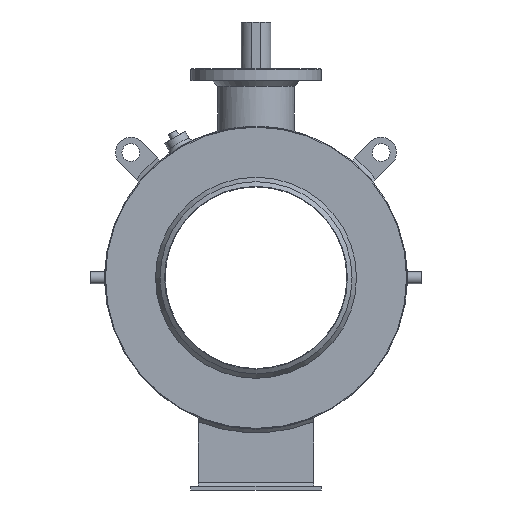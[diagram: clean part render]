
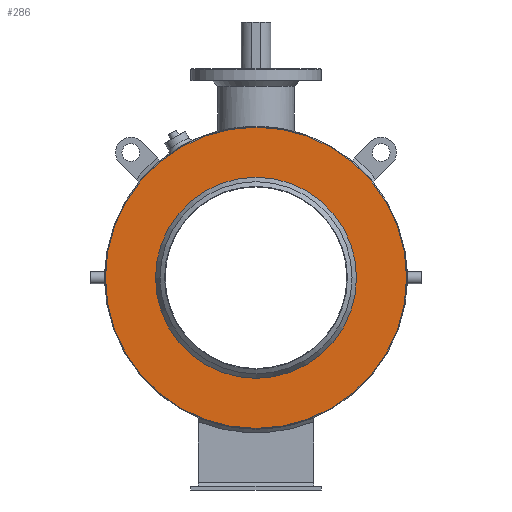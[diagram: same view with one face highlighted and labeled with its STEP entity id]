
A CAD part, left-side view. The second image highlights one B-rep face of the part: STEP entity #286.
In plain terms, the highlighted planar face has unit normal (-1, 0, 0).
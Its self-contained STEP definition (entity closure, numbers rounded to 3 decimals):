
#286 = ADVANCED_FACE( '', ( #649, #650 ), #651, .F. );
#649 = FACE_OUTER_BOUND( '', #2174, .T. );
#650 = FACE_BOUND( '', #2175, .T. );
#651 = PLANE( '', #2176 );
#2174 = EDGE_LOOP( '', ( #2919 ) );
#2175 = EDGE_LOOP( '', ( #2920 ) );
#2176 = AXIS2_PLACEMENT_3D( '', #2921, #2922, #2923 );
#2919 = ORIENTED_EDGE( '', *, *, #3497, .T. );
#2920 = ORIENTED_EDGE( '', *, *, #3547, .F. );
#2921 = CARTESIAN_POINT( '', ( -352.5, 0., 406.5 ) );
#2922 = DIRECTION( '', ( 1., 0., 0. ) );
#2923 = DIRECTION( '', ( 0., 0., -1. ) );
#3497 = EDGE_CURVE( '', #3984, #3984, #3985, .F. );
#3547 = EDGE_CURVE( '', #4054, #4054, #4055, .F. );
#3984 = VERTEX_POINT( '', #5644 );
#3985 = CIRCLE( '', #5645, 404.5 );
#4054 = VERTEX_POINT( '', #5841 );
#4055 = CIRCLE( '', #5842, 270. );
#5644 = CARTESIAN_POINT( '', ( -352.5, 0., -404.5 ) );
#5645 = AXIS2_PLACEMENT_3D( '', #6401, #6402, #6403 );
#5841 = CARTESIAN_POINT( '', ( -352.5, 0., -270. ) );
#5842 = AXIS2_PLACEMENT_3D( '', #6452, #6453, #6454 );
#6401 = CARTESIAN_POINT( '', ( -352.5, 0., 0. ) );
#6402 = DIRECTION( '', ( 1., 0., 0. ) );
#6403 = DIRECTION( '', ( 0., 0., -1. ) );
#6452 = CARTESIAN_POINT( '', ( -352.5, 0., 0. ) );
#6453 = DIRECTION( '', ( 1., 0., 0. ) );
#6454 = DIRECTION( '', ( 0., 0., -1. ) );
